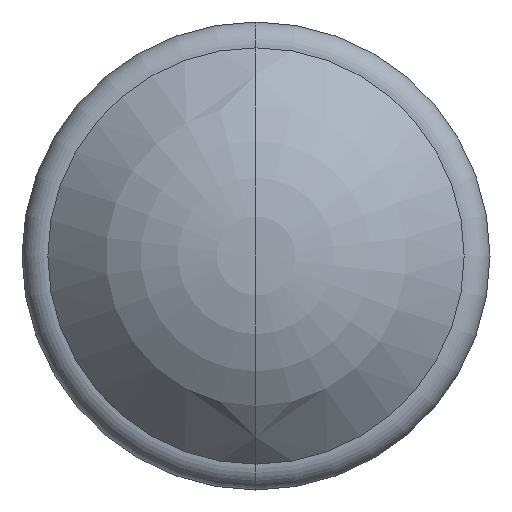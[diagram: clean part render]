
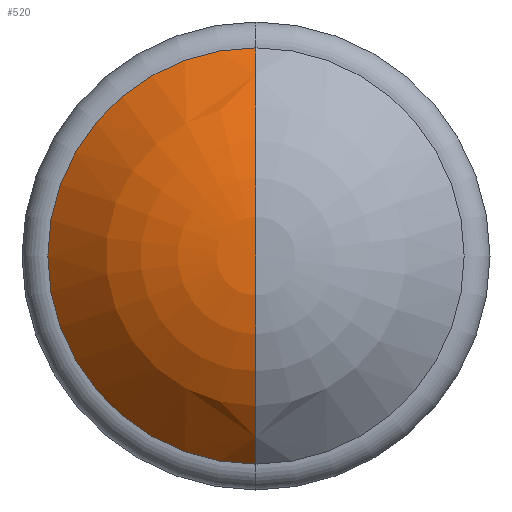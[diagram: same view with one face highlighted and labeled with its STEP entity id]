
A CAD part, left-side view. The second image highlights one B-rep face of the part: STEP entity #520.
In plain terms, the highlighted toroidal (fillet/blend) face has major radius 0.052 mm and minor radius 0.809 mm.
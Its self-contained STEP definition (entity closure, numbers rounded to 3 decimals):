
#3 = VERTEX_POINT ( 'NONE', #315 ) ;
#12 = AXIS2_PLACEMENT_3D ( 'NONE', #504, #366, #239 ) ;
#18 = EDGE_LOOP ( 'NONE', ( #271, #126, #181 ) ) ;
#50 = CARTESIAN_POINT ( 'NONE',  ( -4.224, 0., -0.052 ) ) ;
#64 = CIRCLE ( 'NONE', #285, 0.685 ) ;
#93 = DIRECTION ( 'NONE',  ( 0., 1., 0. ) ) ;
#126 = ORIENTED_EDGE ( 'NONE', *, *, #214, .T. ) ;
#152 = DIRECTION ( 'NONE',  ( 0., 0., -1. ) ) ;
#160 = CIRCLE ( 'NONE', #494, 0.81 ) ;
#181 = ORIENTED_EDGE ( 'NONE', *, *, #305, .F. ) ;
#187 = VERTEX_POINT ( 'NONE', #254 ) ;
#213 = FACE_OUTER_BOUND ( 'NONE', #18, .T. ) ;
#214 = EDGE_CURVE ( 'NONE', #484, #187, #160, .T. ) ;
#215 = CIRCLE ( 'NONE', #375, 0.81 ) ;
#227 = DIRECTION ( 'NONE',  ( 0., -1., 0. ) ) ;
#239 = DIRECTION ( 'NONE',  ( 0., 0., 1. ) ) ;
#254 = CARTESIAN_POINT ( 'NONE',  ( -5.032, 0., 0. ) ) ;
#271 = ORIENTED_EDGE ( 'NONE', *, *, #385, .T. ) ;
#272 = CARTESIAN_POINT ( 'NONE',  ( -4.224, 0., 0.052 ) ) ;
#285 = AXIS2_PLACEMENT_3D ( 'NONE', #354, #486, #356 ) ;
#305 = EDGE_CURVE ( 'NONE', #3, #187, #215, .T. ) ;
#313 = CARTESIAN_POINT ( 'NONE',  ( -4.729, 0., -0.685 ) ) ;
#315 = CARTESIAN_POINT ( 'NONE',  ( -4.729, 0., 0.685 ) ) ;
#354 = CARTESIAN_POINT ( 'NONE',  ( -4.729, 0., 0. ) ) ;
#356 = DIRECTION ( 'NONE',  ( 0., 0., 1. ) ) ;
#366 = DIRECTION ( 'NONE',  ( -1., 0., 0. ) ) ;
#375 = AXIS2_PLACEMENT_3D ( 'NONE', #272, #227, #152 ) ;
#385 = EDGE_CURVE ( 'NONE', #3, #484, #64, .T. ) ;
#386 = DIRECTION ( 'NONE',  ( 0., 0., 1. ) ) ;
#473 = TOROIDAL_SURFACE ( 'NONE', #12, 0.052, 0.81 ) ;
#484 = VERTEX_POINT ( 'NONE', #313 ) ;
#486 = DIRECTION ( 'NONE',  ( -1., 0., 0. ) ) ;
#494 = AXIS2_PLACEMENT_3D ( 'NONE', #50, #93, #386 ) ;
#504 = CARTESIAN_POINT ( 'NONE',  ( -4.224, 0., 0. ) ) ;
#520 = ADVANCED_FACE ( 'NONE', ( #213 ), #473, .T. ) ;
